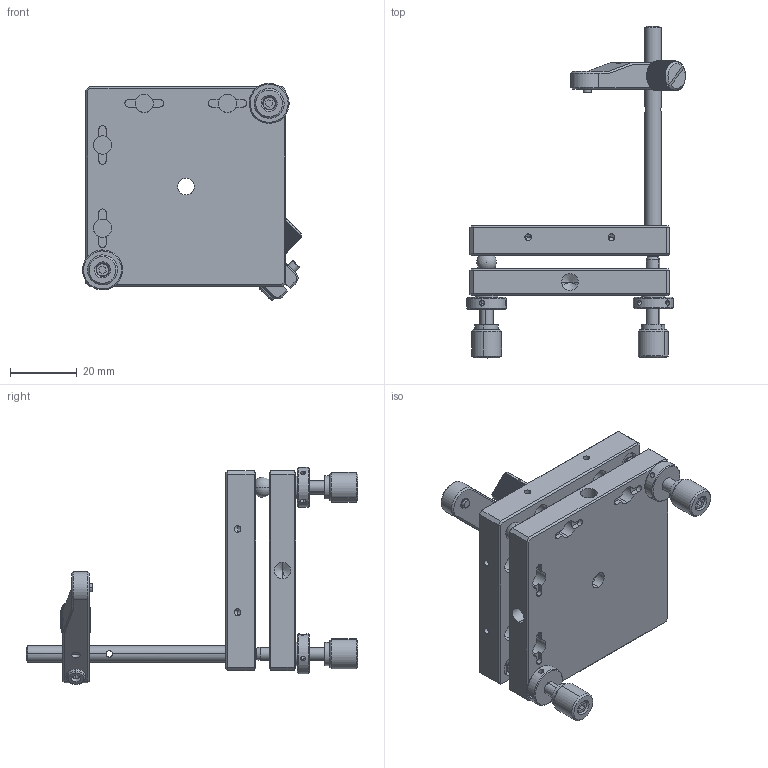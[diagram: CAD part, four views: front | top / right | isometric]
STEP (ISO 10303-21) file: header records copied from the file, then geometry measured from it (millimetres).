
FILE_DESCRIPTION (( 'STEP AP203' ), '1' );
FILE_NAME ('NPMV50.STEP', '2022-07-21T04:14:05', ( '' ), ( '' ), 'SwSTEP 2.0', 'SolidWorks 2021', '' );
FILE_SCHEMA (( 'CONFIG_CONTROL_DESIGN' ));
Length unit declared in the file: millimetre
Products named in the file (1): NPMV50
Bounding box: 65.68 x 99.65 x 65.2 mm (x, y, z)
Volume: 64332.2 mm3; surface area: 28589.7 mm2
Topology: 22 solids, 22 shells, 1150 faces, 3075 edges, 1964 vertices
Faces by surface type: plane 700, cylinder 324, cone 116, sphere 6, torus 4
Entity records: 36249 total; most frequent: CARTESIAN_POINT 8147, ORIENTED_EDGE 6020, DIRECTION 5530, EDGE_CURVE 3010, VERTEX_POINT 1955, AXIS2_PLACEMENT_3D 1900, VECTOR 1730, LINE 1730
